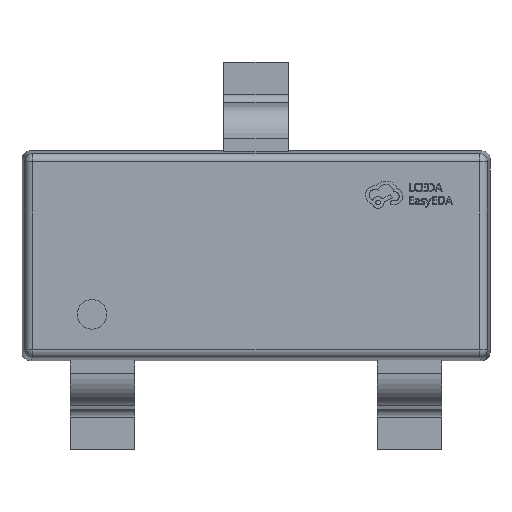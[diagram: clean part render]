
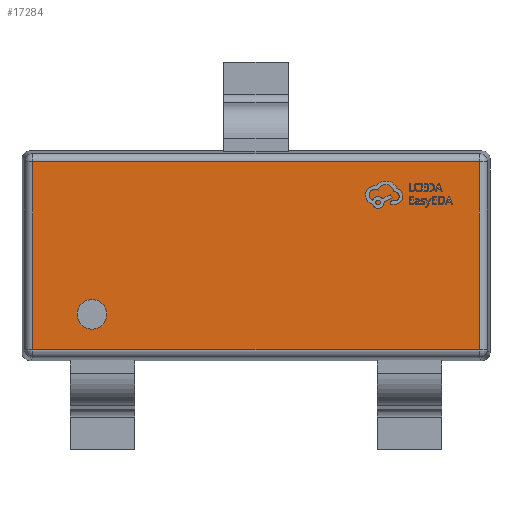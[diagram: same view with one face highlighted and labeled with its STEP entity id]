
A CAD part, top view. The second image highlights one B-rep face of the part: STEP entity #17284.
In plain terms, the highlighted planar face has unit normal (0, 0, 1).
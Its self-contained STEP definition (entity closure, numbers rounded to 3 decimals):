
#601 = CIRCLE ( 'NONE', #12226, 0.092 ) ;
#647 = VERTEX_POINT ( 'NONE', #7510 ) ;
#1087 = ORIENTED_EDGE ( 'NONE', *, *, #8104, .T. ) ;
#1485 = CARTESIAN_POINT ( 'NONE',  ( 1.429, -0.582, 0.3 ) ) ;
#1538 = CARTESIAN_POINT ( 'NONE',  ( -1.016, -0.363, 0.3 ) ) ;
#1797 = EDGE_LOOP ( 'NONE', ( #8960, #1087, #13463, #15646 ) ) ;
#2401 = LINE ( 'NONE', #13411, #4591 ) ;
#2465 = CARTESIAN_POINT ( 'NONE',  ( 0., 0., 0.3 ) ) ;
#3361 = CARTESIAN_POINT ( 'NONE',  ( 1.382, 0.629, 0.3 ) ) ;
#3588 = DIRECTION ( 'NONE',  ( 0., -1., 0. ) ) ;
#3768 = CARTESIAN_POINT ( 'NONE',  ( -1.382, 0.582, 0.3 ) ) ;
#4076 = EDGE_CURVE ( 'NONE', #16319, #7495, #5576, .T. ) ;
#4349 = ORIENTED_EDGE ( 'NONE', *, *, #16452, .F. ) ;
#4591 = VECTOR ( 'NONE', #3588, 1000. ) ;
#4743 = CIRCLE ( 'NONE', #7976, 0.092 ) ;
#5576 = LINE ( 'NONE', #13280, #8730 ) ;
#5602 = LINE ( 'NONE', #1485, #10451 ) ;
#6194 = CARTESIAN_POINT ( 'NONE',  ( -1.108, -0.363, 0.3 ) ) ;
#7099 = CARTESIAN_POINT ( 'NONE',  ( -1.382, -0.582, 0.3 ) ) ;
#7495 = VERTEX_POINT ( 'NONE', #3768 ) ;
#7510 = CARTESIAN_POINT ( 'NONE',  ( -0.925, -0.363, 0.3 ) ) ;
#7859 = VERTEX_POINT ( 'NONE', #13569 ) ;
#7976 = AXIS2_PLACEMENT_3D ( 'NONE', #14716, #12559, #8320 ) ;
#8029 = DIRECTION ( 'NONE',  ( 0., 0., 1. ) ) ;
#8104 = EDGE_CURVE ( 'NONE', #7859, #16319, #15826, .T. ) ;
#8225 = VECTOR ( 'NONE', #14645, 1000. ) ;
#8320 = DIRECTION ( 'NONE',  ( 1., 0., 0. ) ) ;
#8514 = EDGE_CURVE ( 'NONE', #17504, #647, #4743, .T. ) ;
#8730 = VECTOR ( 'NONE', #15751, 1000. ) ;
#8960 = ORIENTED_EDGE ( 'NONE', *, *, #11634, .T. ) ;
#9117 = FACE_BOUND ( 'NONE', #15240, .T. ) ;
#10451 = VECTOR ( 'NONE', #11142, 1000. ) ;
#10843 = AXIS2_PLACEMENT_3D ( 'NONE', #2465, #8029, #13564 ) ;
#10855 = CARTESIAN_POINT ( 'NONE',  ( 1.382, 0.582, 0.3 ) ) ;
#11142 = DIRECTION ( 'NONE',  ( 1., 0., 0. ) ) ;
#11634 = EDGE_CURVE ( 'NONE', #17435, #7859, #5602, .T. ) ;
#11851 = EDGE_CURVE ( 'NONE', #7495, #17435, #2401, .T. ) ;
#12226 = AXIS2_PLACEMENT_3D ( 'NONE', #1538, #12637, #14203 ) ;
#12559 = DIRECTION ( 'NONE',  ( 0., 0., 1. ) ) ;
#12637 = DIRECTION ( 'NONE',  ( 0., 0., 1. ) ) ;
#13280 = CARTESIAN_POINT ( 'NONE',  ( -1.429, 0.582, 0.3 ) ) ;
#13411 = CARTESIAN_POINT ( 'NONE',  ( -1.382, -0.629, 0.3 ) ) ;
#13463 = ORIENTED_EDGE ( 'NONE', *, *, #4076, .T. ) ;
#13471 = FACE_OUTER_BOUND ( 'NONE', #1797, .T. ) ;
#13564 = DIRECTION ( 'NONE',  ( 1., 0., 0. ) ) ;
#13569 = CARTESIAN_POINT ( 'NONE',  ( 1.382, -0.582, 0.3 ) ) ;
#13994 = ORIENTED_EDGE ( 'NONE', *, *, #8514, .F. ) ;
#14203 = DIRECTION ( 'NONE',  ( 1., 0., 0. ) ) ;
#14645 = DIRECTION ( 'NONE',  ( 0., 1., 0. ) ) ;
#14716 = CARTESIAN_POINT ( 'NONE',  ( -1.016, -0.363, 0.3 ) ) ;
#14942 = PLANE ( 'NONE',  #10843 ) ;
#15240 = EDGE_LOOP ( 'NONE', ( #4349, #13994 ) ) ;
#15646 = ORIENTED_EDGE ( 'NONE', *, *, #11851, .T. ) ;
#15751 = DIRECTION ( 'NONE',  ( -1., 0., 0. ) ) ;
#15826 = LINE ( 'NONE', #3361, #8225 ) ;
#16319 = VERTEX_POINT ( 'NONE', #10855 ) ;
#16452 = EDGE_CURVE ( 'NONE', #647, #17504, #601, .T. ) ;
#17284 = ADVANCED_FACE ( 'NONE', ( #13471, #9117 ), #14942, .T. ) ;
#17435 = VERTEX_POINT ( 'NONE', #7099 ) ;
#17504 = VERTEX_POINT ( 'NONE', #6194 ) ;
